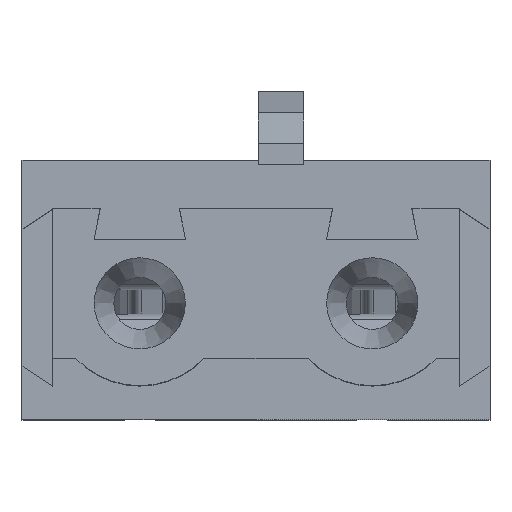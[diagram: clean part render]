
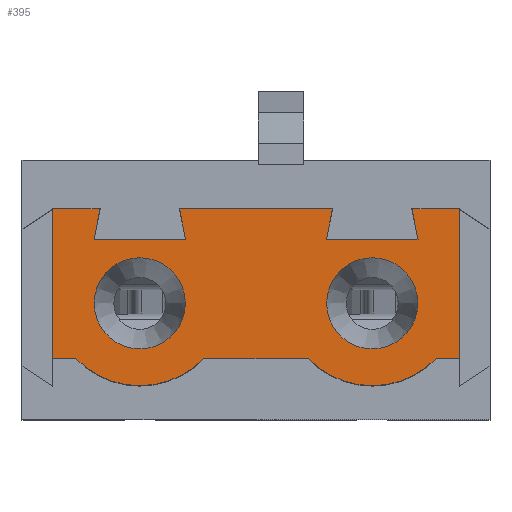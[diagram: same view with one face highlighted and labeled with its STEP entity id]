
A CAD part, top view. The second image highlights one B-rep face of the part: STEP entity #395.
In plain terms, the highlighted planar face has unit normal (0, 0, 1).
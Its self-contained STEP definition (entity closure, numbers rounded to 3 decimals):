
#395 = ADVANCED_FACE( '', ( #964, #965, #966 ), #967, .T. );
#964 = FACE_OUTER_BOUND( '', #1745, .T. );
#965 = FACE_BOUND( '', #1746, .T. );
#966 = FACE_BOUND( '', #1747, .T. );
#967 = PLANE( '', #1748 );
#1745 = EDGE_LOOP( '', ( #2674, #2675, #2676, #2677, #2678, #2679, #2680, #2681, #2682, #2683, #2684, #2685, #2686, #2687, #2688, #2689 ) );
#1746 = EDGE_LOOP( '', ( #2690 ) );
#1747 = EDGE_LOOP( '', ( #2691 ) );
#1748 = AXIS2_PLACEMENT_3D( '', #2692, #2693, #2694 );
#2674 = ORIENTED_EDGE( '', *, *, #4950, .T. );
#2675 = ORIENTED_EDGE( '', *, *, #4951, .T. );
#2676 = ORIENTED_EDGE( '', *, *, #4891, .T. );
#2677 = ORIENTED_EDGE( '', *, *, #4868, .T. );
#2678 = ORIENTED_EDGE( '', *, *, #4952, .T. );
#2679 = ORIENTED_EDGE( '', *, *, #4953, .T. );
#2680 = ORIENTED_EDGE( '', *, *, #4893, .T. );
#2681 = ORIENTED_EDGE( '', *, *, #4954, .T. );
#2682 = ORIENTED_EDGE( '', *, *, #4955, .T. );
#2683 = ORIENTED_EDGE( '', *, *, #4956, .T. );
#2684 = ORIENTED_EDGE( '', *, *, #4957, .T. );
#2685 = ORIENTED_EDGE( '', *, *, #4958, .T. );
#2686 = ORIENTED_EDGE( '', *, *, #4959, .T. );
#2687 = ORIENTED_EDGE( '', *, *, #4960, .T. );
#2688 = ORIENTED_EDGE( '', *, *, #4961, .F. );
#2689 = ORIENTED_EDGE( '', *, *, #4962, .T. );
#2690 = ORIENTED_EDGE( '', *, *, #4963, .T. );
#2691 = ORIENTED_EDGE( '', *, *, #4964, .T. );
#2692 = CARTESIAN_POINT( '', ( 6.67, -3.15, 8.3 ) );
#2693 = DIRECTION( '', ( 0., 0., 1. ) );
#2694 = DIRECTION( '', ( 1., 0., 0. ) );
#4868 = EDGE_CURVE( '', #5858, #5856, #5859, .T. );
#4891 = EDGE_CURVE( '', #5896, #5858, #5899, .T. );
#4893 = EDGE_CURVE( '', #5901, #5902, #5903, .T. );
#4950 = EDGE_CURVE( '', #6000, #6001, #6002, .T. );
#4951 = EDGE_CURVE( '', #6001, #5896, #6003, .T. );
#4952 = EDGE_CURVE( '', #5856, #6004, #6005, .T. );
#4953 = EDGE_CURVE( '', #6004, #5901, #6006, .T. );
#4954 = EDGE_CURVE( '', #5902, #6007, #6008, .T. );
#4955 = EDGE_CURVE( '', #6007, #6009, #6010, .T. );
#4956 = EDGE_CURVE( '', #6009, #6011, #6012, .T. );
#4957 = EDGE_CURVE( '', #6011, #6013, #6014, .T. );
#4958 = EDGE_CURVE( '', #6013, #6015, #6016, .T. );
#4959 = EDGE_CURVE( '', #6015, #6017, #6018, .T. );
#4960 = EDGE_CURVE( '', #6017, #6019, #6020, .T. );
#4961 = EDGE_CURVE( '', #6021, #6019, #6022, .T. );
#4962 = EDGE_CURVE( '', #6021, #6000, #6023, .T. );
#4963 = EDGE_CURVE( '', #6024, #6024, #6025, .F. );
#4964 = EDGE_CURVE( '', #6026, #6026, #6027, .F. );
#5856 = VERTEX_POINT( '', #7298 );
#5858 = VERTEX_POINT( '', #7301 );
#5859 = LINE( '', #7302, #7303 );
#5896 = VERTEX_POINT( '', #7356 );
#5899 = CIRCLE( '', #7360, 2.9 );
#5901 = VERTEX_POINT( '', #7362 );
#5902 = VERTEX_POINT( '', #7363 );
#5903 = LINE( '', #7364, #7365 );
#6000 = VERTEX_POINT( '', #7504 );
#6001 = VERTEX_POINT( '', #7505 );
#6002 = CIRCLE( '', #7506, 2.9 );
#6003 = LINE( '', #7507, #7508 );
#6004 = VERTEX_POINT( '', #7509 );
#6005 = LINE( '', #7510, #7511 );
#6006 = LINE( '', #7512, #7513 );
#6007 = VERTEX_POINT( '', #7514 );
#6008 = LINE( '', #7515, #7516 );
#6009 = VERTEX_POINT( '', #7517 );
#6010 = LINE( '', #7518, #7519 );
#6011 = VERTEX_POINT( '', #7520 );
#6012 = LINE( '', #7521, #7522 );
#6013 = VERTEX_POINT( '', #7523 );
#6014 = LINE( '', #7524, #7525 );
#6015 = VERTEX_POINT( '', #7526 );
#6016 = LINE( '', #7527, #7528 );
#6017 = VERTEX_POINT( '', #7529 );
#6018 = LINE( '', #7530, #7531 );
#6019 = VERTEX_POINT( '', #7532 );
#6020 = LINE( '', #7533, #7534 );
#6021 = VERTEX_POINT( '', #7535 );
#6022 = LINE( '', #7536, #7537 );
#6023 = LINE( '', #7538, #7539 );
#6024 = VERTEX_POINT( '', #7540 );
#6025 = CIRCLE( '', #7541, 1.493 );
#6026 = VERTEX_POINT( '', #7542 );
#6027 = CIRCLE( '', #7543, 1.493 );
#7298 = CARTESIAN_POINT( '', ( 6.67, -2.25, 8.3 ) );
#7301 = CARTESIAN_POINT( '', ( 5.91, -2.25, 8.3 ) );
#7302 = CARTESIAN_POINT( '', ( 7.62, -2.25, 8.3 ) );
#7303 = VECTOR( '', #9228, 1000. );
#7356 = CARTESIAN_POINT( '', ( 1.71, -2.25, 8.3 ) );
#7360 = AXIS2_PLACEMENT_3D( '', #9249, #9250, #9251 );
#7362 = CARTESIAN_POINT( '', ( 5.11, 2.65, 8.3 ) );
#7363 = CARTESIAN_POINT( '', ( 5.31, 1.65, 8.3 ) );
#7364 = CARTESIAN_POINT( '', ( 5.11, 2.65, 8.3 ) );
#7365 = VECTOR( '', #9252, 1000. );
#7504 = CARTESIAN_POINT( '', ( -5.91, -2.25, 8.3 ) );
#7505 = CARTESIAN_POINT( '', ( -1.71, -2.25, 8.3 ) );
#7506 = AXIS2_PLACEMENT_3D( '', #9307, #9308, #9309 );
#7507 = CARTESIAN_POINT( '', ( 0., -2.25, 8.3 ) );
#7508 = VECTOR( '', #9310, 1000. );
#7509 = CARTESIAN_POINT( '', ( 6.67, 2.65, 8.3 ) );
#7510 = CARTESIAN_POINT( '', ( 6.67, -3.15, 8.3 ) );
#7511 = VECTOR( '', #9311, 1000. );
#7512 = CARTESIAN_POINT( '', ( 6.67, 2.65, 8.3 ) );
#7513 = VECTOR( '', #9312, 1000. );
#7514 = CARTESIAN_POINT( '', ( 2.31, 1.65, 8.3 ) );
#7515 = CARTESIAN_POINT( '', ( 5.31, 1.65, 8.3 ) );
#7516 = VECTOR( '', #9313, 1000. );
#7517 = CARTESIAN_POINT( '', ( 2.51, 2.65, 8.3 ) );
#7518 = CARTESIAN_POINT( '', ( 2.31, 1.65, 8.3 ) );
#7519 = VECTOR( '', #9314, 1000. );
#7520 = CARTESIAN_POINT( '', ( -2.51, 2.65, 8.3 ) );
#7521 = CARTESIAN_POINT( '', ( 6.67, 2.65, 8.3 ) );
#7522 = VECTOR( '', #9315, 1000. );
#7523 = CARTESIAN_POINT( '', ( -2.31, 1.65, 8.3 ) );
#7524 = CARTESIAN_POINT( '', ( -2.51, 2.65, 8.3 ) );
#7525 = VECTOR( '', #9316, 1000. );
#7526 = CARTESIAN_POINT( '', ( -5.31, 1.65, 8.3 ) );
#7527 = CARTESIAN_POINT( '', ( -2.31, 1.65, 8.3 ) );
#7528 = VECTOR( '', #9317, 1000. );
#7529 = CARTESIAN_POINT( '', ( -5.11, 2.65, 8.3 ) );
#7530 = CARTESIAN_POINT( '', ( -5.31, 1.65, 8.3 ) );
#7531 = VECTOR( '', #9318, 1000. );
#7532 = CARTESIAN_POINT( '', ( -6.67, 2.65, 8.3 ) );
#7533 = CARTESIAN_POINT( '', ( 6.67, 2.65, 8.3 ) );
#7534 = VECTOR( '', #9319, 1000. );
#7535 = CARTESIAN_POINT( '', ( -6.67, -2.25, 8.3 ) );
#7536 = CARTESIAN_POINT( '', ( -6.67, -3.15, 8.3 ) );
#7537 = VECTOR( '', #9320, 1000. );
#7538 = CARTESIAN_POINT( '', ( -7.62, -2.25, 8.3 ) );
#7539 = VECTOR( '', #9321, 1000. );
#7540 = CARTESIAN_POINT( '', ( 5.303, -0.45, 8.3 ) );
#7541 = AXIS2_PLACEMENT_3D( '', #9322, #9323, #9324 );
#7542 = CARTESIAN_POINT( '', ( -2.317, -0.45, 8.3 ) );
#7543 = AXIS2_PLACEMENT_3D( '', #9325, #9326, #9327 );
#9228 = DIRECTION( '', ( 1., 0., 0. ) );
#9249 = CARTESIAN_POINT( '', ( 3.81, -0.25, 8.3 ) );
#9250 = DIRECTION( '', ( 0., 0., 1. ) );
#9251 = DIRECTION( '', ( 1., 0., 0. ) );
#9252 = DIRECTION( '', ( 0.196, -0.981, 0. ) );
#9307 = CARTESIAN_POINT( '', ( -3.81, -0.25, 8.3 ) );
#9308 = DIRECTION( '', ( 0., 0., 1. ) );
#9309 = DIRECTION( '', ( -1., 0., 0. ) );
#9310 = DIRECTION( '', ( 1., 0., 0. ) );
#9311 = DIRECTION( '', ( 0., 1., 0. ) );
#9312 = DIRECTION( '', ( -1., 0., 0. ) );
#9313 = DIRECTION( '', ( -1., 0., 0. ) );
#9314 = DIRECTION( '', ( 0.196, 0.981, 0. ) );
#9315 = DIRECTION( '', ( -1., 0., 0. ) );
#9316 = DIRECTION( '', ( 0.196, -0.981, 0. ) );
#9317 = DIRECTION( '', ( -1., 0., 0. ) );
#9318 = DIRECTION( '', ( 0.196, 0.981, 0. ) );
#9319 = DIRECTION( '', ( -1., 0., 0. ) );
#9320 = DIRECTION( '', ( 0., 1., 0. ) );
#9321 = DIRECTION( '', ( 1., 0., 0. ) );
#9322 = CARTESIAN_POINT( '', ( 3.81, -0.45, 8.3 ) );
#9323 = DIRECTION( '', ( 0., 0., 1. ) );
#9324 = DIRECTION( '', ( 1., 0., 0. ) );
#9325 = CARTESIAN_POINT( '', ( -3.81, -0.45, 8.3 ) );
#9326 = DIRECTION( '', ( 0., 0., 1. ) );
#9327 = DIRECTION( '', ( 1., 0., 0. ) );
